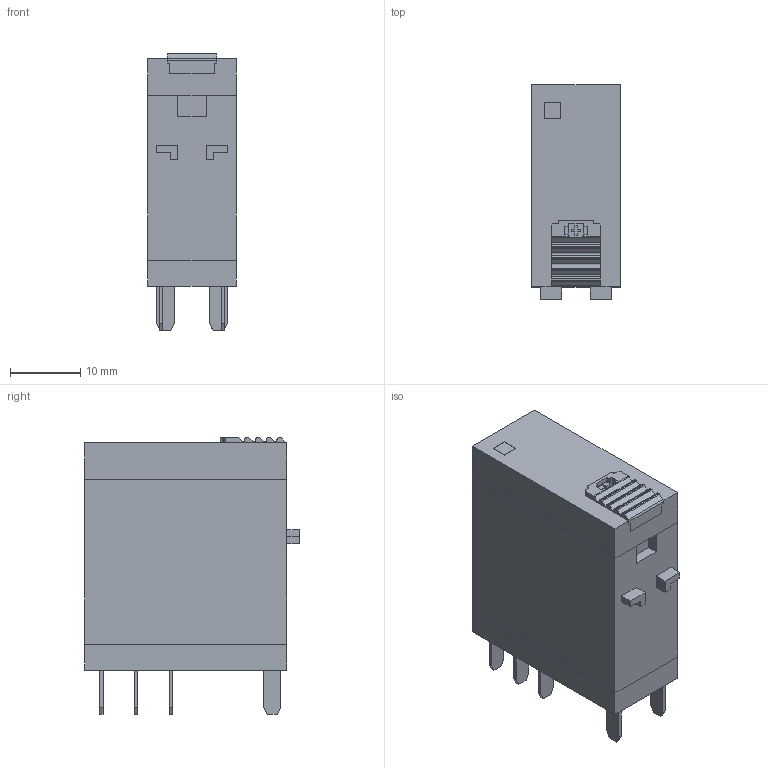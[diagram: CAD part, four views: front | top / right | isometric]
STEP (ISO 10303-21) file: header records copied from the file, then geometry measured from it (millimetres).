
FILE_DESCRIPTION(('CATIA V5 STEP Exchange','CAx-IF Rec.Pracs.--- Model Styling and Organization---1.4--- 2014-01-23'),'2;1');
FILE_NAME ('8669311_4', '2021-04-14T11:07:26+00:00', ('none'), ('Weidmueller'), 'CATIA Version 5-6 Release 2016 SP3 HF44', 'CATIA V5 STEP AP214', 'none');
FILE_SCHEMA(('AUTOMOTIVE_DESIGN { 1 0 10303 214 1 1 1 1 }'));
Length unit declared in the file: millimetre
Products named in the file (1): S3D_DRI_424_XXX_LTD_BL
Bounding box: 12.6 x 30.6 x 39.45 mm (x, y, z)
Volume: 11842.5 mm3; surface area: 5625.2 mm2
Topology: 13 solids, 13 shells, 224 faces, 606 edges, 410 vertices
Faces by surface type: plane 184, cylinder 40
Entity records: 6908 total; most frequent: ORIENTED_EDGE 1212, CARTESIAN_POINT 1202, DIRECTION 938, EDGE_CURVE 606, VECTOR 514, LINE 514, VERTEX_POINT 410, AXIS2_PLACEMENT_3D 254
